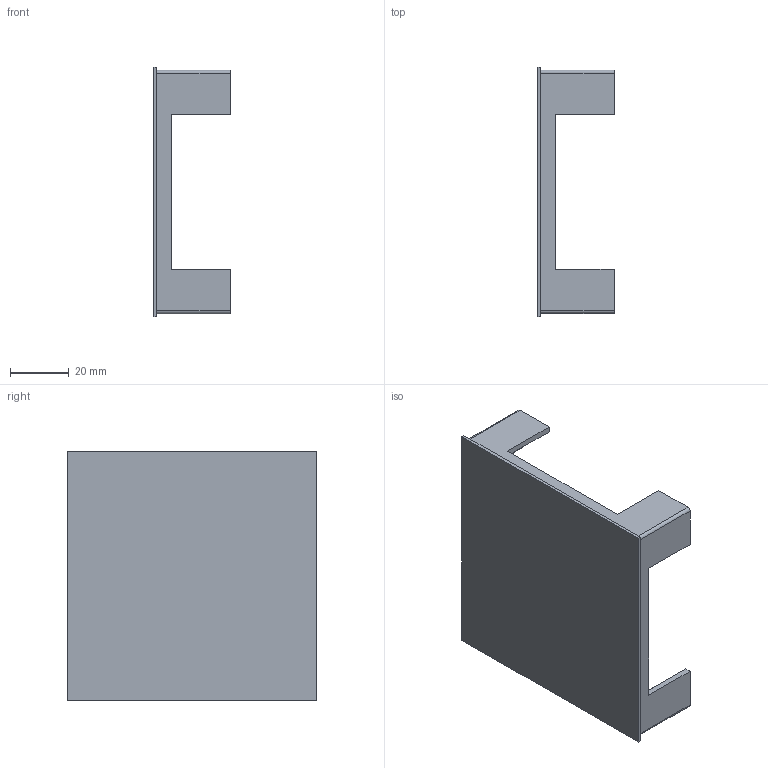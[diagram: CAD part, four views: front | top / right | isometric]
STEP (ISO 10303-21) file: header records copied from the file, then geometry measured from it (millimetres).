
FILE_DESCRIPTION(('FreeCAD Model'),'2;1');
FILE_NAME('tapa-posterior-amarillo.step','2020-10-03T12:15:26',('Author'),(''), 'Open CASCADE STEP processor 7.3','FreeCAD','Unknown');
FILE_SCHEMA(('AUTOMOTIVE_DESIGN { 1 0 10303 214 1 1 1 1 }'));
Length unit declared in the file: millimetre
Products named in the file (1): tapa-posterior-amarillo-e
Bounding box: 26 x 84.9 x 84.9 mm (x, y, z)
Volume: 46460.6 mm3; surface area: 21009 mm2
Topology: 1 solids, 1 shells, 43 faces, 124 edges, 84 vertices
Faces by surface type: plane 39, cylinder 4
Entity records: 3043 total; most frequent: CARTESIAN_POINT 524, DIRECTION 464, LINE 356, VECTOR 356, ORIENTED_EDGE 248, PCURVE 248, DEFINITIONAL_REPRESENTATION 248, EDGE_CURVE 124
